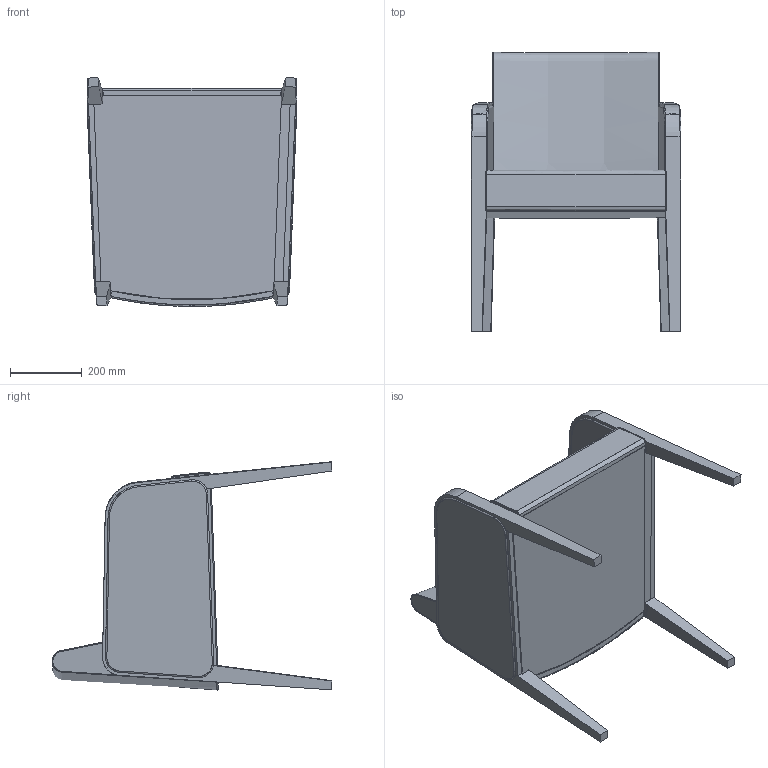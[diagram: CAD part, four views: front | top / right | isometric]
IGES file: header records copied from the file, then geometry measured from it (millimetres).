
Start section: SolidWorks IGES file using analytic representation for surfaces
Global section: file name: 3D Cadeirão MAGNA M736.IGS; native system: SolidWorks 2016; preprocessor: SolidWorks 2016; author: Adao; date: 160802.090455; units: millimetre
Bounding box: 586.09 x 781.05 x 638.52 mm (x, y, z)
Surface area: 2756337.7 mm2 (no closed solid volume)
Topology: 0 solids, 0 shells, 142 faces, 2489 edges, 2489 vertices
Faces by surface type: bspline 113, revolution 29
